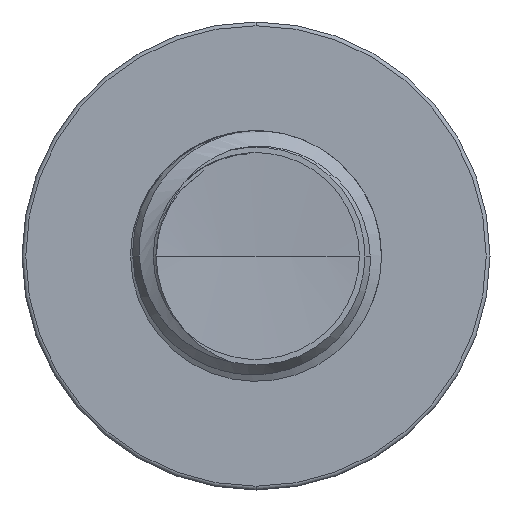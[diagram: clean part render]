
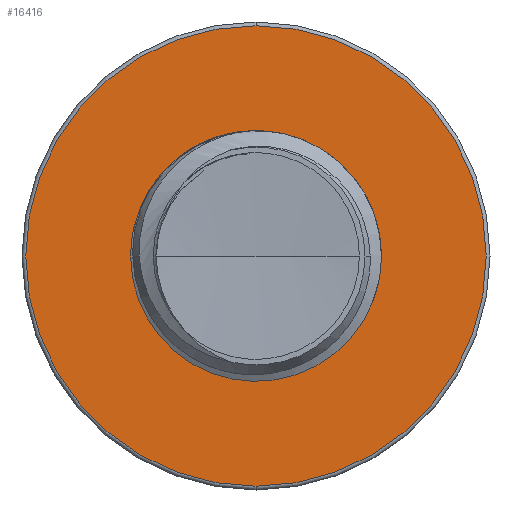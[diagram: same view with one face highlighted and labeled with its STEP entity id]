
A CAD part, front view. The second image highlights one B-rep face of the part: STEP entity #16416.
In plain terms, the highlighted planar face has unit normal (0, -1, 0).
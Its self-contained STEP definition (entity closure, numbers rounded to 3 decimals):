
#26 = ORIENTED_EDGE ( 'NONE', *, *, #9567, .T. ) ;
#97 = AXIS2_PLACEMENT_3D ( 'NONE', #21897, #10950, #23593 ) ;
#897 = ORIENTED_EDGE ( 'NONE', *, *, #19727, .F. ) ;
#2124 = PLANE ( 'NONE',  #13841 ) ;
#2983 = CARTESIAN_POINT ( 'NONE',  ( 0., 6., 2.755 ) ) ;
#3141 = DIRECTION ( 'NONE',  ( 0., 0., -1. ) ) ;
#3163 = DIRECTION ( 'NONE',  ( 0., -1., 0. ) ) ;
#3167 = CARTESIAN_POINT ( 'NONE',  ( 0., 6., 0. ) ) ;
#3211 = CARTESIAN_POINT ( 'NONE',  ( 0., 6., -2.755 ) ) ;
#3811 = VERTEX_POINT ( 'NONE', #3211 ) ;
#3865 = CIRCLE ( 'NONE', #7902, 2.755 ) ;
#4884 = CARTESIAN_POINT ( 'NONE',  ( 0., 6., 0. ) ) ;
#6881 = VERTEX_POINT ( 'NONE', #10881 ) ;
#6923 = DIRECTION ( 'NONE',  ( 0., 0., -1. ) ) ;
#7092 = CARTESIAN_POINT ( 'NONE',  ( 0., 6., 0. ) ) ;
#7673 = EDGE_LOOP ( 'NONE', ( #897, #20701 ) ) ;
#7902 = AXIS2_PLACEMENT_3D ( 'NONE', #7092, #20088, #9033 ) ;
#8343 = AXIS2_PLACEMENT_3D ( 'NONE', #3167, #3163, #3141 ) ;
#8426 = CARTESIAN_POINT ( 'NONE',  ( 0., 6., -1.436 ) ) ;
#8433 = VERTEX_POINT ( 'NONE', #2983 ) ;
#8990 = CIRCLE ( 'NONE', #10531, 1.436 ) ;
#9033 = DIRECTION ( 'NONE',  ( 0., 0., -1. ) ) ;
#9567 = EDGE_CURVE ( 'NONE', #8433, #3811, #11327, .T. ) ;
#9650 = CARTESIAN_POINT ( 'NONE',  ( 0., 6., 1.436 ) ) ;
#9898 = DIRECTION ( 'NONE',  ( 0., 0., -1. ) ) ;
#10531 = AXIS2_PLACEMENT_3D ( 'NONE', #4884, #18097, #6923 ) ;
#10881 = CARTESIAN_POINT ( 'NONE',  ( 0., 6., 1.436 ) ) ;
#10950 = DIRECTION ( 'NONE',  ( 0., -1., 0. ) ) ;
#11249 = FACE_OUTER_BOUND ( 'NONE', #23939, .T. ) ;
#11327 = CIRCLE ( 'NONE', #8343, 2.755 ) ;
#11632 = VERTEX_POINT ( 'NONE', #8426 ) ;
#12315 = EDGE_CURVE ( 'NONE', #6881, #11632, #13985, .T. ) ;
#13841 = AXIS2_PLACEMENT_3D ( 'NONE', #9650, #20888, #9898 ) ;
#13985 = CIRCLE ( 'NONE', #97, 1.436 ) ;
#15906 = EDGE_CURVE ( 'NONE', #3811, #8433, #3865, .T. ) ;
#16185 = ORIENTED_EDGE ( 'NONE', *, *, #15906, .T. ) ;
#16416 = ADVANCED_FACE ( 'NONE', ( #11249, #21535 ), #2124, .T. ) ;
#18097 = DIRECTION ( 'NONE',  ( 0., -1., 0. ) ) ;
#19727 = EDGE_CURVE ( 'NONE', #11632, #6881, #8990, .T. ) ;
#20088 = DIRECTION ( 'NONE',  ( 0., -1., 0. ) ) ;
#20701 = ORIENTED_EDGE ( 'NONE', *, *, #12315, .F. ) ;
#20888 = DIRECTION ( 'NONE',  ( 0., -1., 0. ) ) ;
#21535 = FACE_BOUND ( 'NONE', #7673, .T. ) ;
#21897 = CARTESIAN_POINT ( 'NONE',  ( 0., 6., 0. ) ) ;
#23593 = DIRECTION ( 'NONE',  ( 0., 0., -1. ) ) ;
#23939 = EDGE_LOOP ( 'NONE', ( #16185, #26 ) ) ;
